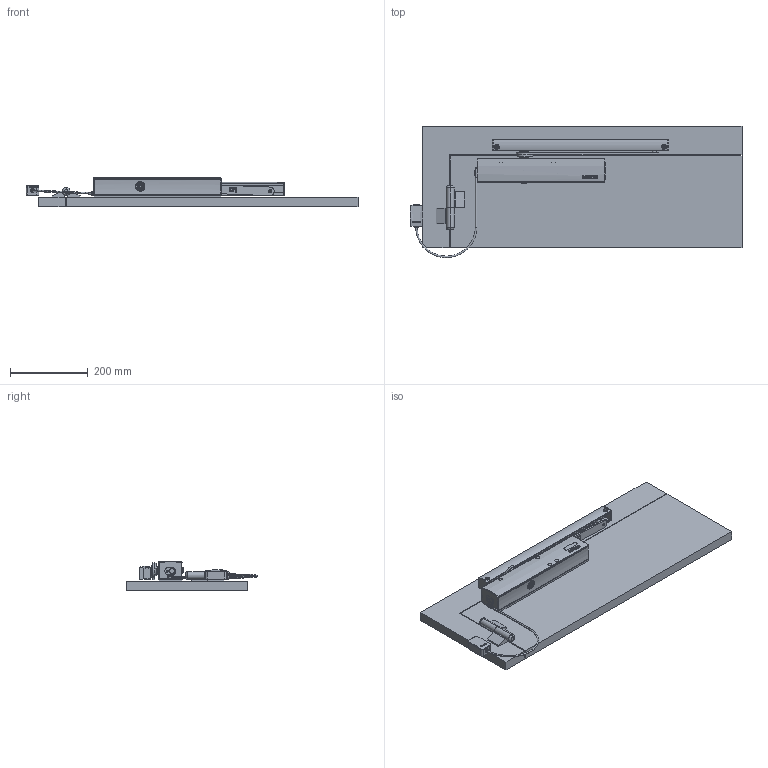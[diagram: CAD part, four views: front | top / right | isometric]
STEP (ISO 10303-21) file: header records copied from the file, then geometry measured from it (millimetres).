
FILE_DESCRIPTION(('Creo Elements/Direct Modeling STEP Export'),'2;1');
FILE_NAME('TS5000-EFS-20547-K-001_M_Montageplatte.stp','2015-05-19T10:45:30',(''),(''),'Creo Elements/Direct Modeling STEP processor for AP214 (Solid Model)','Creo Elements/Direct Modeling 17.0D 15-Jul-2011 (C) Parametric Technology GmbH','');
FILE_SCHEMA(('AUTOMOTIVE_DESIGN { 1 0 10303 214 1 1 1 1 }'));
Length unit declared in the file: millimetre
Products named in the file (14): Schliesser; Hebel; Mitnehmer; Schieber; Gleitschiene; Endkappe; TS5000EFS; Fluegel; Rahmen; K_Einbau_TS5000; MONTAGEPLATTE_TS4000E_TS5000E; 91420A330.2.1; Anschlusskasten; TS5000_EFS_20547-K-001
Assembly tree (16 placements, depth 3):
  TS5000_EFS_20547-K-001
    Anschlusskasten
    91420A330.2.1  x4
    MONTAGEPLATTE_TS4000E_TS5000E
    K_Einbau_TS5000
      Rahmen
      Fluegel
    TS5000EFS
      Endkappe
      Gleitschiene
      Schieber
      Mitnehmer
      Hebel
      Schliesser
Bounding box: 851.5 x 336.83 x 76.43 mm (x, y, z)
Volume: 7614558.1 mm3; surface area: 914622.7 mm2
Topology: 13 solids, 15 shells, 3027 faces, 8138 edges, 5235 vertices
Faces by surface type: plane 1385, cylinder 809, cone 547, extrusion 208, torus 58, bspline 20
Entity records: 96362 total; most frequent: CARTESIAN_POINT 38351, ORIENTED_EDGE 12521, DIRECTION 10489, EDGE_CURVE 6263, VECTOR 4517, LINE 4309, VERTEX_POINT 4101, AXIS2_PLACEMENT_3D 2986
